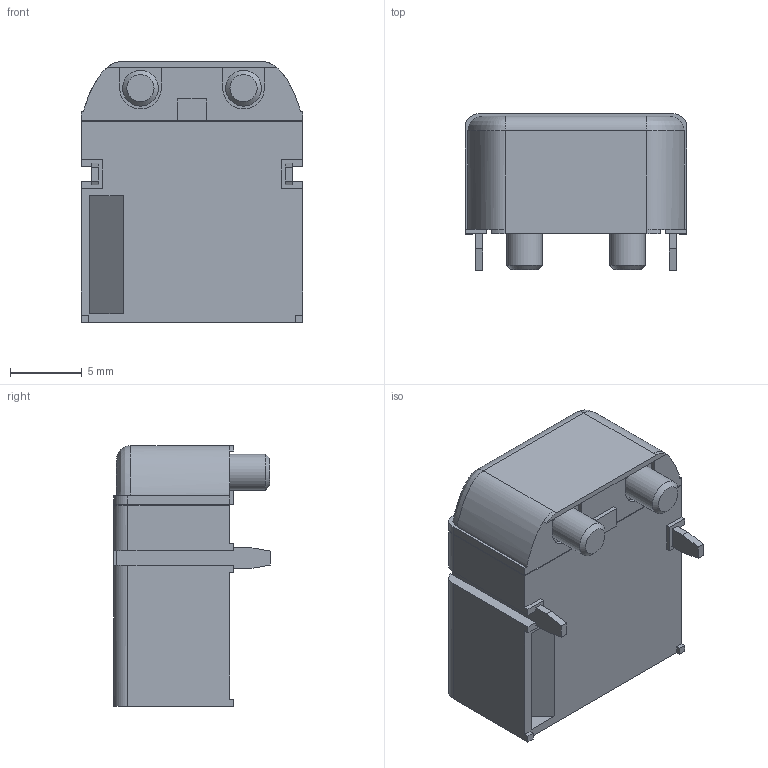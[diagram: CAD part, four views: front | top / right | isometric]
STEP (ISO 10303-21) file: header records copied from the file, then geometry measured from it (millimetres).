
FILE_DESCRIPTION(/* description */ ('STEP AP242','CAx-IF Rec.Pracs.---Representation and Presentation of Product Manufacturing Information (PMI)---4.0---2014-10-13','CAx-IF Rec.Pracs.---3D Tessellated Geometry---0.4---2014-09-14','2;1'),/* implementation_level */ '2;1');
FILE_NAME(/* name */ '66a5670a9bc0841464701ffd',/* time_stamp */ '2024-07-27T21:30:51Z',/* author */ (''),/* organization */ (''),/* preprocessor_version */ 'ST-DEVELOPER v20',/* originating_system */ ' ',/* authorisation */ ' ');
FILE_SCHEMA (('AP242_MANAGED_MODEL_BASED_3D_ENGINEERING_MIM_LF { 1 0 10303 442 1 1 4 }'));
Length unit declared in the file: metre
Products named in the file (7): XT60PW-M
Bounding box: 15.5 x 10.95 x 18.2 mm (x, y, z)
Volume: 1608 mm3; surface area: 2123.3 mm2
Topology: 7 solids, 7 shells, 172 faces, 454 edges, 298 vertices
Faces by surface type: plane 139, cylinder 17, torus 8, bspline 6, cone 2
Full cylindrical faces by diameter (mm): 1.5 x2, 2.5 x2, 4.2 x2
Entity records: 6092 total; most frequent: CARTESIAN_POINT 1734, ORIENTED_EDGE 880, DIRECTION 830, EDGE_CURVE 440, LINE 336, VECTOR 336, VERTEX_POINT 292, AXIS2_PLACEMENT_3D 247
